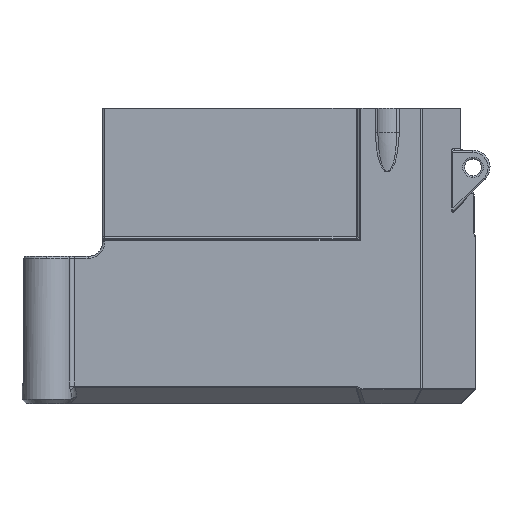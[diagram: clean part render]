
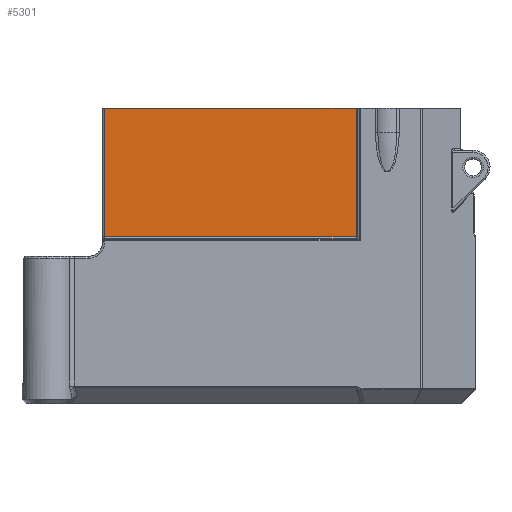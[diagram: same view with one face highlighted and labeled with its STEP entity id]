
A CAD part, left-side view. The second image highlights one B-rep face of the part: STEP entity #5301.
In plain terms, the highlighted planar face has unit normal (-1, 0, 0).
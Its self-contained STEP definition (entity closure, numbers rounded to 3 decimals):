
#27 = VECTOR ( 'NONE', #6373, 1000. ) ;
#79 = LINE ( 'NONE', #10855, #10915 ) ;
#279 = CARTESIAN_POINT ( 'NONE',  ( -31.33, -17.503, 0. ) ) ;
#1178 = EDGE_LOOP ( 'NONE', ( #16824, #5420, #3101, #15724 ) ) ;
#2308 = LINE ( 'NONE', #3270, #15122 ) ;
#2530 = EDGE_CURVE ( 'NONE', #10910, #6097, #79, .T. ) ;
#3101 = ORIENTED_EDGE ( 'NONE', *, *, #3383, .T. ) ;
#3270 = CARTESIAN_POINT ( 'NONE',  ( -31.33, 34.334, 0. ) ) ;
#3383 = EDGE_CURVE ( 'NONE', #15849, #10910, #16091, .T. ) ;
#4166 = CARTESIAN_POINT ( 'NONE',  ( -31.33, 33.88, -26.334 ) ) ;
#4646 = EDGE_CURVE ( 'NONE', #6345, #6097, #2308, .T. ) ;
#4665 = DIRECTION ( 'NONE',  ( 0., -1., 0. ) ) ;
#5073 = LINE ( 'NONE', #10389, #27 ) ;
#5301 = ADVANCED_FACE ( 'NONE', ( #16469 ), #5615, .T. ) ;
#5420 = ORIENTED_EDGE ( 'NONE', *, *, #7134, .T. ) ;
#5615 = PLANE ( 'NONE',  #12633 ) ;
#6097 = VERTEX_POINT ( 'NONE', #279 ) ;
#6345 = VERTEX_POINT ( 'NONE', #7471 ) ;
#6373 = DIRECTION ( 'NONE',  ( 0., 0., -1. ) ) ;
#6929 = DIRECTION ( 'NONE',  ( 0., 0., 1. ) ) ;
#7134 = EDGE_CURVE ( 'NONE', #6345, #15849, #5073, .T. ) ;
#7471 = CARTESIAN_POINT ( 'NONE',  ( -31.33, 33.88, 0. ) ) ;
#8198 = DIRECTION ( 'NONE',  ( 0., -1., 0. ) ) ;
#8579 = DIRECTION ( 'NONE',  ( -1., 0., 0. ) ) ;
#9503 = CARTESIAN_POINT ( 'NONE',  ( -31.33, -17.321, -26.334 ) ) ;
#9820 = VECTOR ( 'NONE', #8198, 1000. ) ;
#10389 = CARTESIAN_POINT ( 'NONE',  ( -31.33, 33.88, -26.334 ) ) ;
#10855 = CARTESIAN_POINT ( 'NONE',  ( -31.33, -17.503, 0. ) ) ;
#10910 = VERTEX_POINT ( 'NONE', #16907 ) ;
#10915 = VECTOR ( 'NONE', #14914, 1000. ) ;
#12633 = AXIS2_PLACEMENT_3D ( 'NONE', #15168, #8579, #6929 ) ;
#14914 = DIRECTION ( 'NONE',  ( 0., 0., 1. ) ) ;
#15122 = VECTOR ( 'NONE', #4665, 1000. ) ;
#15168 = CARTESIAN_POINT ( 'NONE',  ( -31.33, 34.334, -60.5 ) ) ;
#15724 = ORIENTED_EDGE ( 'NONE', *, *, #2530, .T. ) ;
#15849 = VERTEX_POINT ( 'NONE', #4166 ) ;
#16091 = LINE ( 'NONE', #9503, #9820 ) ;
#16469 = FACE_OUTER_BOUND ( 'NONE', #1178, .T. ) ;
#16824 = ORIENTED_EDGE ( 'NONE', *, *, #4646, .F. ) ;
#16907 = CARTESIAN_POINT ( 'NONE',  ( -31.33, -17.503, -26.334 ) ) ;
